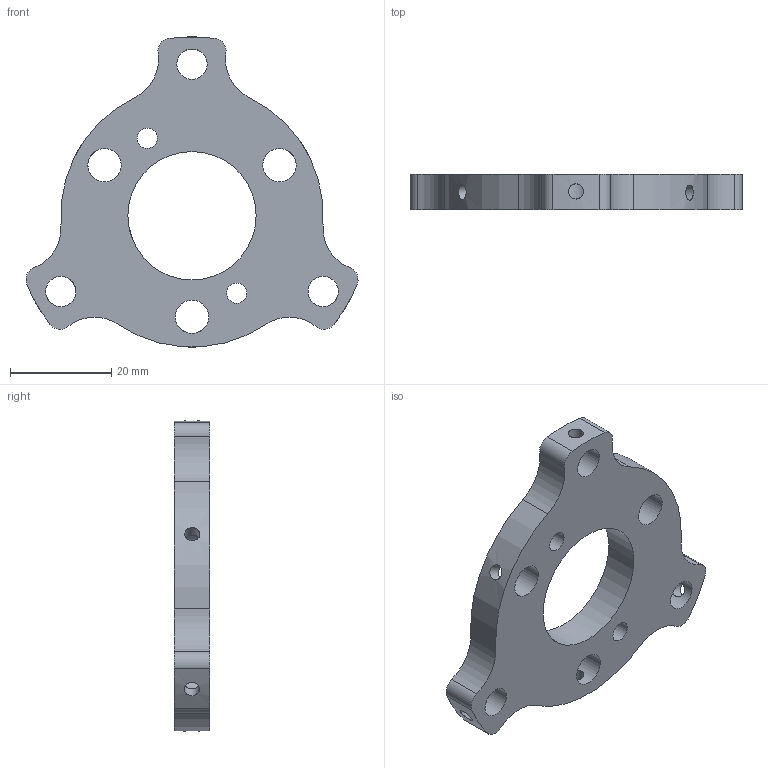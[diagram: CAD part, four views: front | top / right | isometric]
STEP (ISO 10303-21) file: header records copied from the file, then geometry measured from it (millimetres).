
FILE_DESCRIPTION(/* description */ (''),/* implementation_level */ '2;1');
FILE_NAME(/* name */ 'motorplate.step',/* time_stamp */ '2020-10-16T09:56:58+02:00',/* author */ (''),/* organization */ (''),/* preprocessor_version */ 'ST-DEVELOPER v18.1',/* originating_system */ 'Autodesk Translation Framework v9.3.0.1241',/* authorisation */ '');
FILE_SCHEMA (('AUTOMOTIVE_DESIGN { 1 0 10303 214 3 1 1 }'));
Length unit declared in the file: millimetre
Products named in the file (1): motorplate
Bounding box: 65.73 x 7 x 61.4 mm (x, y, z)
Volume: 12464.2 mm3; surface area: 6836.7 mm2
Topology: 1 solids, 1 shells, 36 faces, 115 edges, 80 vertices
Faces by surface type: cylinder 34, plane 2
Full cylindrical faces by diameter (mm): 3 x7, 4 x2, 6 x3, 6.6 x3, 25.4 x1
Entity records: 1887 total; most frequent: CARTESIAN_POINT 740, ORIENTED_EDGE 230, DIRECTION 217, EDGE_CURVE 115, AXIS2_PLACEMENT_3D 91, VERTEX_POINT 80, EDGE_LOOP 67, CIRCLE 54
